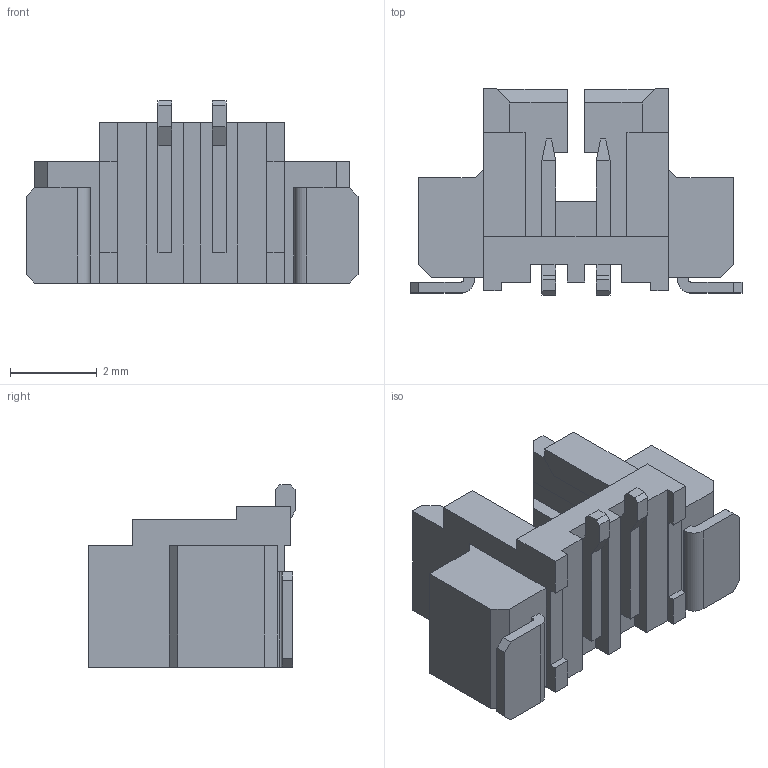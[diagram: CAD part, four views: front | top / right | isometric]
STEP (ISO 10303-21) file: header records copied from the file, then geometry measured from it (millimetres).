
FILE_DESCRIPTION((''),'2;1');
FILE_NAME('533980271','2016-08-16T',('rlalsangi'),(''),'PRO/ENGINEER BY PARAMETRIC TECHNOLOGY CORPORATION, 2012310','PRO/ENGINEER BY PARAMETRIC TECHNOLOGY CORPORATION, 2012310','');
FILE_SCHEMA(('CONFIG_CONTROL_DESIGN'));
Length unit declared in the file: millimetre
Products named in the file (1): 533980271
Bounding box: 7.65 x 4.75 x 4.2 mm (x, y, z)
Volume: 48.3 mm3; surface area: 216.4 mm2
Topology: 1 solids, 3 shells, 199 faces, 543 edges, 364 vertices
Faces by surface type: plane 191, cylinder 8
Entity records: 6122 total; most frequent: CARTESIAN_POINT 1085, ORIENTED_EDGE 1040, DIRECTION 953, VECTOR 525, LINE 525, EDGE_CURVE 520, VERTEX_POINT 334, AXIS2_PLACEMENT_3D 214
